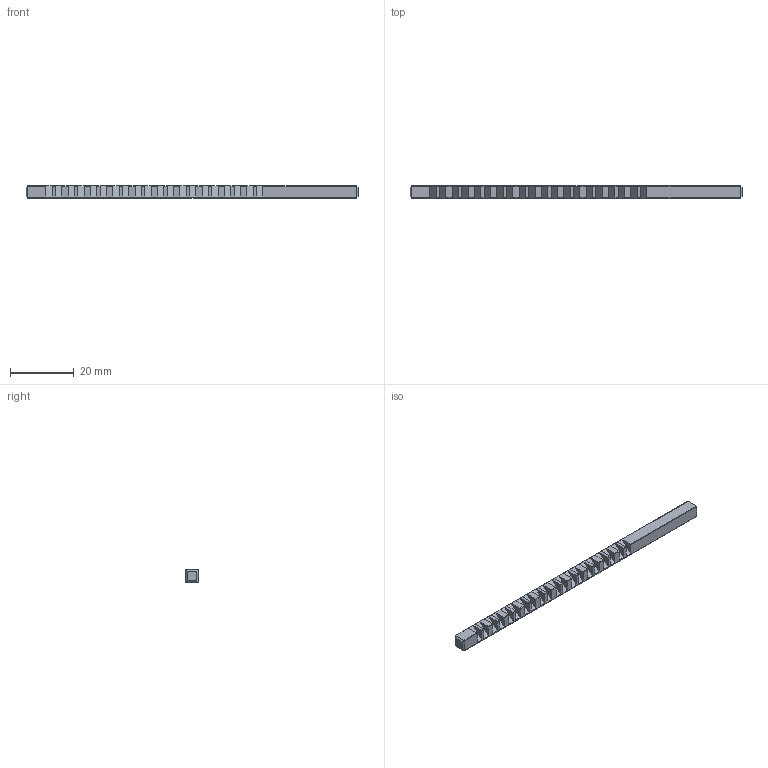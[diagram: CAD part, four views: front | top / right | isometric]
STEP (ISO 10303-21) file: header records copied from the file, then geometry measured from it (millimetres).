
FILE_DESCRIPTION (( 'STEP AP214' ), '1' );
FILE_NAME ('Operand Group - Lock Plunger.STEP', '2025-07-06T08:35:33', ( '' ), ( '' ), 'SwSTEP 2.0', 'SolidWorks 2025', '' );
FILE_SCHEMA (( 'AUTOMOTIVE_DESIGN' ));
Length unit declared in the file: millimetre
Products named in the file (1): Operand Group - Lock Plunger
Bounding box: 104 x 4 x 4 mm (x, y, z)
Volume: 1381.8 mm3; surface area: 1851.3 mm2
Topology: 1 solids, 1 shells, 118 faces, 348 edges, 232 vertices
Faces by surface type: plane 94, cylinder 24
Entity records: 3966 total; most frequent: CARTESIAN_POINT 747, ORIENTED_EDGE 696, DIRECTION 650, EDGE_CURVE 348, VECTOR 252, LINE 252, VERTEX_POINT 232, AXIS2_PLACEMENT_3D 199
